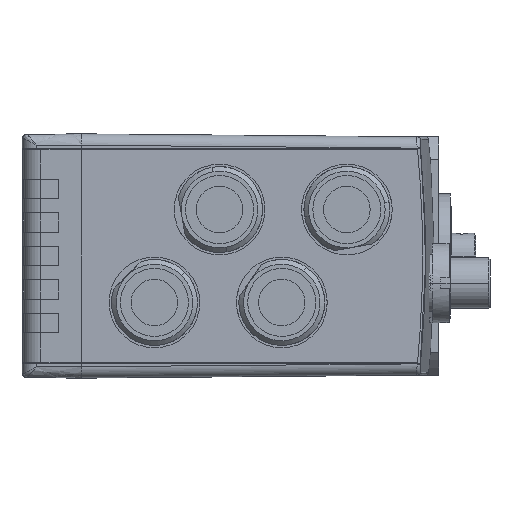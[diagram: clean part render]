
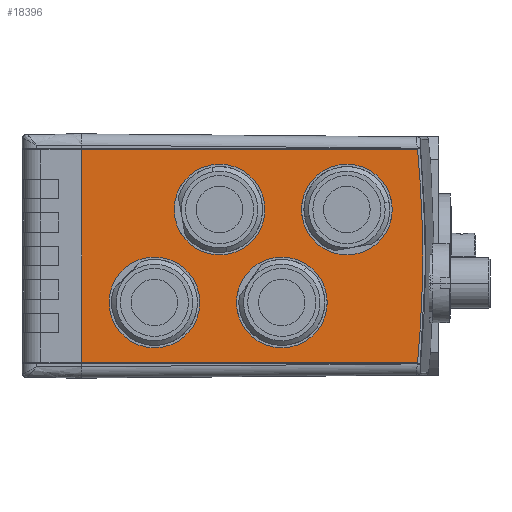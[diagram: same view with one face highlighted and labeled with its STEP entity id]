
A CAD part, left-side view. The second image highlights one B-rep face of the part: STEP entity #18396.
In plain terms, the highlighted planar face has unit normal (-1, -0.009, 0).
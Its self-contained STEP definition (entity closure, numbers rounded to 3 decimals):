
#162 = DIRECTION ( 'NONE',  ( 0., 0., -1. ) ) ;
#165 = EDGE_LOOP ( 'NONE', ( #9517, #11806 ) ) ;
#722 = LINE ( 'NONE', #25430, #10060 ) ;
#1775 = CARTESIAN_POINT ( 'NONE',  ( -58.902, 0.198, -8.192 ) ) ;
#1790 = CIRCLE ( 'NONE', #14423, 8. ) ;
#1987 = VERTEX_POINT ( 'NONE', #16501 ) ;
#2210 = FACE_OUTER_BOUND ( 'NONE', #9064, .T. ) ;
#2508 = EDGE_LOOP ( 'NONE', ( #16066, #26263 ) ) ;
#2600 = CARTESIAN_POINT ( 'NONE',  ( -58.802, -11.273, 8.192 ) ) ;
#3162 = CARTESIAN_POINT ( 'NONE',  ( -60.481, 181.129, 0. ) ) ;
#3180 = CARTESIAN_POINT ( 'NONE',  ( -58.972, 8.198, -8.192 ) ) ;
#3210 = DIRECTION ( 'NONE',  ( 0.009, -1., 0. ) ) ;
#3214 = DIRECTION ( 'NONE',  ( 0.009, -1., 0. ) ) ;
#3678 = CARTESIAN_POINT ( 'NONE',  ( -59.28, 43.497, -18.75 ) ) ;
#4283 = AXIS2_PLACEMENT_3D ( 'NONE', #26977, #14641, #12149 ) ;
#4492 = EDGE_CURVE ( 'NONE', #19074, #1987, #20411, .T. ) ;
#4674 = VERTEX_POINT ( 'NONE', #30836 ) ;
#4802 = EDGE_CURVE ( 'NONE', #12841, #19407, #19077, .T. ) ;
#4951 = EDGE_CURVE ( 'NONE', #1987, #19074, #32166, .T. ) ;
#5340 = DIRECTION ( 'NONE',  ( 1., 0.009, 0. ) ) ;
#5726 = CARTESIAN_POINT ( 'NONE',  ( -58.755, -16.62, 0. ) ) ;
#5761 = DIRECTION ( 'NONE',  ( 1., 0.009, 0. ) ) ;
#5859 = CARTESIAN_POINT ( 'NONE',  ( -58.941, 4.726, 8.192 ) ) ;
#6305 = CARTESIAN_POINT ( 'NONE',  ( -58.871, -3.274, 8.192 ) ) ;
#6433 = CARTESIAN_POINT ( 'NONE',  ( -59.167, 30.648, -8.192 ) ) ;
#6507 = CARTESIAN_POINT ( 'NONE',  ( -59.167, 30.648, -8.192 ) ) ;
#6519 = EDGE_CURVE ( 'NONE', #4674, #13085, #16122, .T. ) ;
#6581 = AXIS2_PLACEMENT_3D ( 'NONE', #6305, #28599, #16267 ) ;
#7681 = FACE_BOUND ( 'NONE', #27183, .T. ) ;
#7826 = AXIS2_PLACEMENT_3D ( 'NONE', #3180, #5340, #15428 ) ;
#8113 = DIRECTION ( 'NONE',  ( 1., 0.009, 0. ) ) ;
#8298 = DIRECTION ( 'NONE',  ( -1., -0.009, 0. ) ) ;
#8358 = CARTESIAN_POINT ( 'NONE',  ( -58.763, -15.729, -18.75 ) ) ;
#8397 = PLANE ( 'NONE',  #21907 ) ;
#8951 = AXIS2_PLACEMENT_3D ( 'NONE', #14631, #12465, #31896 ) ;
#9033 = DIRECTION ( 'NONE',  ( 1., 0.009, 0. ) ) ;
#9064 = EDGE_LOOP ( 'NONE', ( #26766, #32023, #15137, #14435, #30516 ) ) ;
#9109 = EDGE_CURVE ( 'NONE', #19407, #12841, #10570, .T. ) ;
#9236 = FACE_BOUND ( 'NONE', #2508, .T. ) ;
#9517 = ORIENTED_EDGE ( 'NONE', *, *, #27069, .T. ) ;
#9749 = AXIS2_PLACEMENT_3D ( 'NONE', #20789, #5761, #23729 ) ;
#9849 = VERTEX_POINT ( 'NONE', #2600 ) ;
#10060 = VECTOR ( 'NONE', #3210, 1000. ) ;
#10570 = CIRCLE ( 'NONE', #24455, 8. ) ;
#10875 = CARTESIAN_POINT ( 'NONE',  ( -59.28, 43.498, -129.219 ) ) ;
#10881 = CIRCLE ( 'NONE', #12222, 197.756 ) ;
#10958 = VECTOR ( 'NONE', #162, 1000. ) ;
#11062 = VECTOR ( 'NONE', #15900, 1000. ) ;
#11806 = ORIENTED_EDGE ( 'NONE', *, *, #32000, .T. ) ;
#11861 = CARTESIAN_POINT ( 'NONE',  ( -59.098, 22.648, -8.192 ) ) ;
#12142 = CARTESIAN_POINT ( 'NONE',  ( -59.237, 38.648, -8.192 ) ) ;
#12149 = DIRECTION ( 'NONE',  ( 0.009, -1., 0. ) ) ;
#12222 = AXIS2_PLACEMENT_3D ( 'NONE', #3162, #25067, #18212 ) ;
#12246 = DIRECTION ( 'NONE',  ( 1., 0.009, 0. ) ) ;
#12254 = ORIENTED_EDGE ( 'NONE', *, *, #9109, .T. ) ;
#12465 = DIRECTION ( 'NONE',  ( 1., 0.009, 0. ) ) ;
#12841 = VERTEX_POINT ( 'NONE', #12142 ) ;
#13064 = VERTEX_POINT ( 'NONE', #5726 ) ;
#13085 = VERTEX_POINT ( 'NONE', #25763 ) ;
#13990 = ORIENTED_EDGE ( 'NONE', *, *, #30732, .T. ) ;
#14253 = FACE_BOUND ( 'NONE', #165, .T. ) ;
#14423 = AXIS2_PLACEMENT_3D ( 'NONE', #27075, #12246, #14739 ) ;
#14435 = ORIENTED_EDGE ( 'NONE', *, *, #24032, .F. ) ;
#14631 = CARTESIAN_POINT ( 'NONE',  ( -60.481, 181.129, 0. ) ) ;
#14641 = DIRECTION ( 'NONE',  ( 1., 0.009, 0. ) ) ;
#14739 = DIRECTION ( 'NONE',  ( 0.009, -1., 0. ) ) ;
#15006 = CARTESIAN_POINT ( 'NONE',  ( -58.871, -3.274, 8.192 ) ) ;
#15137 = ORIENTED_EDGE ( 'NONE', *, *, #17217, .T. ) ;
#15358 = EDGE_CURVE ( 'NONE', #20875, #13064, #23444, .T. ) ;
#15428 = DIRECTION ( 'NONE',  ( 0.009, -1., 0. ) ) ;
#15900 = DIRECTION ( 'NONE',  ( 0.009, -1., 0. ) ) ;
#16066 = ORIENTED_EDGE ( 'NONE', *, *, #4492, .T. ) ;
#16122 = CIRCLE ( 'NONE', #9749, 8. ) ;
#16267 = DIRECTION ( 'NONE',  ( 0.009, -1., 0. ) ) ;
#16501 = CARTESIAN_POINT ( 'NONE',  ( -59.041, 16.198, -8.192 ) ) ;
#16520 = DIRECTION ( 'NONE',  ( 1., 0.009, 0. ) ) ;
#16590 = EDGE_CURVE ( 'NONE', #17617, #20986, #24921, .T. ) ;
#17217 = EDGE_CURVE ( 'NONE', #20986, #20202, #722, .T. ) ;
#17617 = VERTEX_POINT ( 'NONE', #24325 ) ;
#18212 = DIRECTION ( 'NONE',  ( 0.009, -1., 0. ) ) ;
#18383 = CIRCLE ( 'NONE', #26885, 8. ) ;
#18396 = ADVANCED_FACE ( 'NONE', ( #20817, #9236, #2210, #7681, #14253 ), #8397, .T. ) ;
#19074 = VERTEX_POINT ( 'NONE', #1775 ) ;
#19077 = CIRCLE ( 'NONE', #21917, 8. ) ;
#19225 = DIRECTION ( 'NONE',  ( 0.009, -1., 0. ) ) ;
#19407 = VERTEX_POINT ( 'NONE', #11861 ) ;
#19675 = VERTEX_POINT ( 'NONE', #5859 ) ;
#20202 = VERTEX_POINT ( 'NONE', #8358 ) ;
#20411 = CIRCLE ( 'NONE', #7826, 8. ) ;
#20789 = CARTESIAN_POINT ( 'NONE',  ( -59.067, 19.176, 8.192 ) ) ;
#20817 = FACE_BOUND ( 'NONE', #26328, .T. ) ;
#20875 = VERTEX_POINT ( 'NONE', #27849 ) ;
#20986 = VERTEX_POINT ( 'NONE', #3678 ) ;
#21059 = CARTESIAN_POINT ( 'NONE',  ( -59.28, 43.498, 18.75 ) ) ;
#21907 = AXIS2_PLACEMENT_3D ( 'NONE', #10875, #8298, #30643 ) ;
#21917 = AXIS2_PLACEMENT_3D ( 'NONE', #6507, #9033, #23843 ) ;
#23444 = CIRCLE ( 'NONE', #8951, 197.756 ) ;
#23715 = ORIENTED_EDGE ( 'NONE', *, *, #6519, .T. ) ;
#23729 = DIRECTION ( 'NONE',  ( 0.009, -1., 0. ) ) ;
#23843 = DIRECTION ( 'NONE',  ( 0.009, -1., 0. ) ) ;
#24032 = EDGE_CURVE ( 'NONE', #13064, #20202, #10881, .T. ) ;
#24253 = LINE ( 'NONE', #21059, #11062 ) ;
#24325 = CARTESIAN_POINT ( 'NONE',  ( -59.28, 43.497, 18.75 ) ) ;
#24455 = AXIS2_PLACEMENT_3D ( 'NONE', #6433, #16520, #19225 ) ;
#24921 = LINE ( 'NONE', #31906, #10958 ) ;
#25067 = DIRECTION ( 'NONE',  ( 1., 0.009, 0. ) ) ;
#25430 = CARTESIAN_POINT ( 'NONE',  ( -59.28, 43.498, -18.75 ) ) ;
#25763 = CARTESIAN_POINT ( 'NONE',  ( -59.137, 27.176, 8.192 ) ) ;
#26263 = ORIENTED_EDGE ( 'NONE', *, *, #4951, .T. ) ;
#26328 = EDGE_LOOP ( 'NONE', ( #23715, #13990 ) ) ;
#26720 = EDGE_CURVE ( 'NONE', #17617, #20875, #24253, .T. ) ;
#26766 = ORIENTED_EDGE ( 'NONE', *, *, #26720, .F. ) ;
#26885 = AXIS2_PLACEMENT_3D ( 'NONE', #15006, #8113, #3214 ) ;
#26977 = CARTESIAN_POINT ( 'NONE',  ( -58.972, 8.198, -8.192 ) ) ;
#27069 = EDGE_CURVE ( 'NONE', #9849, #19675, #18383, .T. ) ;
#27075 = CARTESIAN_POINT ( 'NONE',  ( -59.067, 19.176, 8.192 ) ) ;
#27183 = EDGE_LOOP ( 'NONE', ( #12254, #30214 ) ) ;
#27849 = CARTESIAN_POINT ( 'NONE',  ( -58.763, -15.729, 18.75 ) ) ;
#28599 = DIRECTION ( 'NONE',  ( 1., 0.009, 0. ) ) ;
#30214 = ORIENTED_EDGE ( 'NONE', *, *, #4802, .T. ) ;
#30516 = ORIENTED_EDGE ( 'NONE', *, *, #15358, .F. ) ;
#30643 = DIRECTION ( 'NONE',  ( 0.009, -1., 0. ) ) ;
#30688 = CIRCLE ( 'NONE', #6581, 8. ) ;
#30732 = EDGE_CURVE ( 'NONE', #13085, #4674, #1790, .T. ) ;
#30836 = CARTESIAN_POINT ( 'NONE',  ( -58.998, 11.177, 8.192 ) ) ;
#31896 = DIRECTION ( 'NONE',  ( 0.009, -1., 0. ) ) ;
#31906 = CARTESIAN_POINT ( 'NONE',  ( -59.28, 43.497, -129.219 ) ) ;
#32000 = EDGE_CURVE ( 'NONE', #19675, #9849, #30688, .T. ) ;
#32023 = ORIENTED_EDGE ( 'NONE', *, *, #16590, .T. ) ;
#32166 = CIRCLE ( 'NONE', #4283, 8. ) ;
